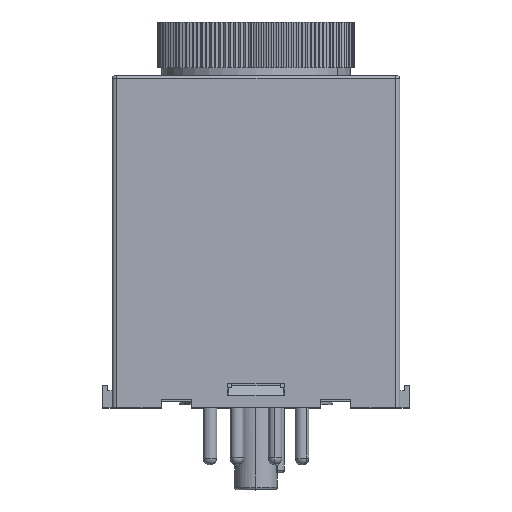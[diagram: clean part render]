
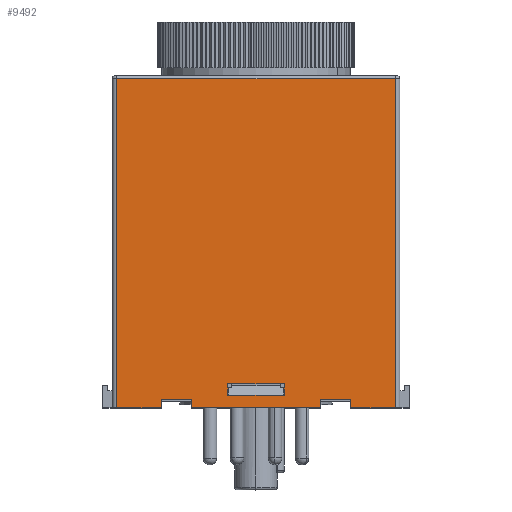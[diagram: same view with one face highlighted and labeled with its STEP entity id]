
A CAD part, top view. The second image highlights one B-rep face of the part: STEP entity #9492.
In plain terms, the highlighted face is planar.
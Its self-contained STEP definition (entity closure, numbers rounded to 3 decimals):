
#1456 = EDGE_CURVE ( 'NONE', #1484, #1483, #27057, .T. ) ;
#1483 = VERTEX_POINT ( 'NONE', #27136 ) ;
#1484 = VERTEX_POINT ( 'NONE', #27135 ) ;
#1497 = VERTEX_POINT ( 'NONE', #27110 ) ;
#1557 = EDGE_CURVE ( 'NONE', #1558, #1497, #27212, .T. ) ;
#1558 = VERTEX_POINT ( 'NONE', #27208 ) ;
#9422 = VERTEX_POINT ( 'NONE', #44773 ) ;
#9423 = ORIENTED_EDGE ( 'NONE', *, *, #9487, .T. ) ;
#9424 = EDGE_CURVE ( 'NONE', #9482, #9429, #44824, .T. ) ;
#9425 = EDGE_LOOP ( 'NONE', ( #9426, #9495, #9512, #9423 ) ) ;
#9426 = ORIENTED_EDGE ( 'NONE', *, *, #9427, .T. ) ;
#9427 = EDGE_CURVE ( 'NONE', #9428, #9494, #44825, .T. ) ;
#9428 = VERTEX_POINT ( 'NONE', #44798 ) ;
#9429 = VERTEX_POINT ( 'NONE', #44799 ) ;
#9435 = EDGE_CURVE ( 'NONE', #9429, #9498, #44861, .T. ) ;
#9436 = ORIENTED_EDGE ( 'NONE', *, *, #9437, .T. ) ;
#9437 = EDGE_CURVE ( 'NONE', #9438, #1484, #44857, .T. ) ;
#9438 = VERTEX_POINT ( 'NONE', #44853 ) ;
#9444 = VERTEX_POINT ( 'NONE', #44843 ) ;
#9476 = ORIENTED_EDGE ( 'NONE', *, *, #1557, .T. ) ;
#9477 = ORIENTED_EDGE ( 'NONE', *, *, #9484, .T. ) ;
#9478 = ORIENTED_EDGE ( 'NONE', *, *, #9479, .T. ) ;
#9479 = EDGE_CURVE ( 'NONE', #9508, #1558, #44969, .T. ) ;
#9480 = ORIENTED_EDGE ( 'NONE', *, *, #9481, .T. ) ;
#9481 = EDGE_CURVE ( 'NONE', #9444, #9482, #44965, .T. ) ;
#9482 = VERTEX_POINT ( 'NONE', #44961 ) ;
#9483 = ORIENTED_EDGE ( 'NONE', *, *, #9424, .T. ) ;
#9484 = EDGE_CURVE ( 'NONE', #1497, #9491, #44960, .T. ) ;
#9485 = ORIENTED_EDGE ( 'NONE', *, *, #9486, .T. ) ;
#9486 = EDGE_CURVE ( 'NONE', #9491, #9438, #44956, .T. ) ;
#9487 = EDGE_CURVE ( 'NONE', #9422, #9428, #44952, .T. ) ;
#9491 = VERTEX_POINT ( 'NONE', #44942 ) ;
#9492 = ADVANCED_FACE ( 'NONE', ( #44941, #44940 ), #44938, .F. ) ;
#9493 = EDGE_LOOP ( 'NONE', ( #9503, #9502, #9478, #9476, #9477, #9485, #9436, #9505, #9506, #9500, #9480, #9483 ) ) ;
#9494 = VERTEX_POINT ( 'NONE', #44939 ) ;
#9495 = ORIENTED_EDGE ( 'NONE', *, *, #9496, .T. ) ;
#9496 = EDGE_CURVE ( 'NONE', #9494, #9497, #44998, .T. ) ;
#9497 = VERTEX_POINT ( 'NONE', #44994 ) ;
#9498 = VERTEX_POINT ( 'NONE', #44993 ) ;
#9499 = EDGE_CURVE ( 'NONE', #1483, #9511, #44992, .T. ) ;
#9500 = ORIENTED_EDGE ( 'NONE', *, *, #9501, .T. ) ;
#9501 = EDGE_CURVE ( 'NONE', #9511, #9444, #44988, .T. ) ;
#9502 = ORIENTED_EDGE ( 'NONE', *, *, #9507, .T. ) ;
#9503 = ORIENTED_EDGE ( 'NONE', *, *, #9435, .T. ) ;
#9505 = ORIENTED_EDGE ( 'NONE', *, *, #1456, .T. ) ;
#9506 = ORIENTED_EDGE ( 'NONE', *, *, #9499, .T. ) ;
#9507 = EDGE_CURVE ( 'NONE', #9498, #9508, #44984, .T. ) ;
#9508 = VERTEX_POINT ( 'NONE', #44980 ) ;
#9511 = VERTEX_POINT ( 'NONE', #44975 ) ;
#9512 = ORIENTED_EDGE ( 'NONE', *, *, #9513, .T. ) ;
#9513 = EDGE_CURVE ( 'NONE', #9497, #9422, #44974, .T. ) ;
#27054 = DIRECTION ( 'NONE',  ( 0., -1., 0. ) ) ;
#27055 = VECTOR ( 'NONE', #27054, 1000. ) ;
#27056 = CARTESIAN_POINT ( 'NONE',  ( -20.25, 25.25, 0. ) ) ;
#27057 = LINE ( 'NONE', #27056, #27055 ) ;
#27110 = CARTESIAN_POINT ( 'NONE',  ( -20.25, 16.65, 0. ) ) ;
#27135 = CARTESIAN_POINT ( 'NONE',  ( -20.25, 11.35, 0. ) ) ;
#27136 = CARTESIAN_POINT ( 'NONE',  ( -20.25, -11.35, 0. ) ) ;
#27208 = CARTESIAN_POINT ( 'NONE',  ( -20.25, 24.45, 0. ) ) ;
#27209 = DIRECTION ( 'NONE',  ( 0., -1., 0. ) ) ;
#27210 = VECTOR ( 'NONE', #27209, 1000. ) ;
#27211 = CARTESIAN_POINT ( 'NONE',  ( -20.25, 25.25, 0. ) ) ;
#27212 = LINE ( 'NONE', #27211, #27210 ) ;
#44773 = CARTESIAN_POINT ( 'NONE',  ( -20.25, -5., 2.2 ) ) ;
#44798 = CARTESIAN_POINT ( 'NONE',  ( -20.25, 5., 2.2 ) ) ;
#44799 = CARTESIAN_POINT ( 'NONE',  ( -20.25, -24.45, 0. ) ) ;
#44800 = DIRECTION ( 'NONE',  ( 0., 0., 1. ) ) ;
#44801 = VECTOR ( 'NONE', #44800, 1000. ) ;
#44802 = CARTESIAN_POINT ( 'NONE',  ( -20.25, 5., 4.2 ) ) ;
#44821 = DIRECTION ( 'NONE',  ( 0., -1., 0. ) ) ;
#44822 = VECTOR ( 'NONE', #44821, 1000. ) ;
#44823 = CARTESIAN_POINT ( 'NONE',  ( -20.25, 25.25, 0. ) ) ;
#44824 = LINE ( 'NONE', #44823, #44822 ) ;
#44825 = LINE ( 'NONE', #44802, #44801 ) ;
#44843 = CARTESIAN_POINT ( 'NONE',  ( -20.25, -16.65, 1.5 ) ) ;
#44853 = CARTESIAN_POINT ( 'NONE',  ( -20.25, 11.35, 1.5 ) ) ;
#44854 = DIRECTION ( 'NONE',  ( 0., 0., -1. ) ) ;
#44855 = VECTOR ( 'NONE', #44854, 1000. ) ;
#44856 = CARTESIAN_POINT ( 'NONE',  ( -20.25, 11.35, 1.5 ) ) ;
#44857 = LINE ( 'NONE', #44856, #44855 ) ;
#44858 = DIRECTION ( 'NONE',  ( 0., 0., 1. ) ) ;
#44859 = VECTOR ( 'NONE', #44858, 1000. ) ;
#44860 = CARTESIAN_POINT ( 'NONE',  ( -20.25, -24.45, 58.3 ) ) ;
#44861 = LINE ( 'NONE', #44860, #44859 ) ;
#44934 = DIRECTION ( 'NONE',  ( 0., 1., 0. ) ) ;
#44935 = DIRECTION ( 'NONE',  ( 1., 0., 0. ) ) ;
#44936 = CARTESIAN_POINT ( 'NONE',  ( -20.25, 25.25, 58.3 ) ) ;
#44937 = AXIS2_PLACEMENT_3D ( 'NONE', #44936, #44935, #44934 ) ;
#44938 = PLANE ( 'NONE',  #44937 ) ;
#44939 = CARTESIAN_POINT ( 'NONE',  ( -20.25, 5., 4.2 ) ) ;
#44940 = FACE_BOUND ( 'NONE', #9425, .T. ) ;
#44941 = FACE_OUTER_BOUND ( 'NONE', #9493, .T. ) ;
#44942 = CARTESIAN_POINT ( 'NONE',  ( -20.25, 16.65, 1.5 ) ) ;
#44949 = DIRECTION ( 'NONE',  ( 0., 1., 0. ) ) ;
#44950 = VECTOR ( 'NONE', #44949, 1000. ) ;
#44951 = CARTESIAN_POINT ( 'NONE',  ( -20.25, -5., 2.2 ) ) ;
#44952 = LINE ( 'NONE', #44951, #44950 ) ;
#44953 = DIRECTION ( 'NONE',  ( 0., -1., 0. ) ) ;
#44954 = VECTOR ( 'NONE', #44953, 1000. ) ;
#44955 = CARTESIAN_POINT ( 'NONE',  ( -20.25, 16.65, 1.5 ) ) ;
#44956 = LINE ( 'NONE', #44955, #44954 ) ;
#44957 = DIRECTION ( 'NONE',  ( 0., 0., 1. ) ) ;
#44958 = VECTOR ( 'NONE', #44957, 1000. ) ;
#44959 = CARTESIAN_POINT ( 'NONE',  ( -20.25, 16.65, 1.5 ) ) ;
#44960 = LINE ( 'NONE', #44959, #44958 ) ;
#44961 = CARTESIAN_POINT ( 'NONE',  ( -20.25, -16.65, 0. ) ) ;
#44962 = DIRECTION ( 'NONE',  ( 0., 0., -1. ) ) ;
#44963 = VECTOR ( 'NONE', #44962, 1000. ) ;
#44964 = CARTESIAN_POINT ( 'NONE',  ( -20.25, -16.65, 1.5 ) ) ;
#44965 = LINE ( 'NONE', #44964, #44963 ) ;
#44966 = DIRECTION ( 'NONE',  ( 0., 0., -1. ) ) ;
#44967 = VECTOR ( 'NONE', #44966, 1000. ) ;
#44968 = CARTESIAN_POINT ( 'NONE',  ( -20.25, 24.45, 58.3 ) ) ;
#44969 = LINE ( 'NONE', #44968, #44967 ) ;
#44971 = DIRECTION ( 'NONE',  ( 0., 0., -1. ) ) ;
#44972 = VECTOR ( 'NONE', #44971, 1000. ) ;
#44973 = CARTESIAN_POINT ( 'NONE',  ( -20.25, -5., 4.2 ) ) ;
#44974 = LINE ( 'NONE', #44973, #44972 ) ;
#44975 = CARTESIAN_POINT ( 'NONE',  ( -20.25, -11.35, 1.5 ) ) ;
#44980 = CARTESIAN_POINT ( 'NONE',  ( -20.25, 24.45, 57.8 ) ) ;
#44981 = DIRECTION ( 'NONE',  ( 0., 1., 0. ) ) ;
#44982 = VECTOR ( 'NONE', #44981, 1000. ) ;
#44983 = CARTESIAN_POINT ( 'NONE',  ( -20.25, 24.45, 57.8 ) ) ;
#44984 = LINE ( 'NONE', #44983, #44982 ) ;
#44985 = DIRECTION ( 'NONE',  ( 0., -1., 0. ) ) ;
#44986 = VECTOR ( 'NONE', #44985, 1000. ) ;
#44987 = CARTESIAN_POINT ( 'NONE',  ( -20.25, -16.65, 1.5 ) ) ;
#44988 = LINE ( 'NONE', #44987, #44986 ) ;
#44989 = DIRECTION ( 'NONE',  ( 0., 0., 1. ) ) ;
#44990 = VECTOR ( 'NONE', #44989, 1000. ) ;
#44991 = CARTESIAN_POINT ( 'NONE',  ( -20.25, -11.35, 1.5 ) ) ;
#44992 = LINE ( 'NONE', #44991, #44990 ) ;
#44993 = CARTESIAN_POINT ( 'NONE',  ( -20.25, -24.45, 57.8 ) ) ;
#44994 = CARTESIAN_POINT ( 'NONE',  ( -20.25, -5., 4.2 ) ) ;
#44995 = DIRECTION ( 'NONE',  ( 0., -1., 0. ) ) ;
#44996 = VECTOR ( 'NONE', #44995, 1000. ) ;
#44997 = CARTESIAN_POINT ( 'NONE',  ( -20.25, -5., 4.2 ) ) ;
#44998 = LINE ( 'NONE', #44997, #44996 ) ;
